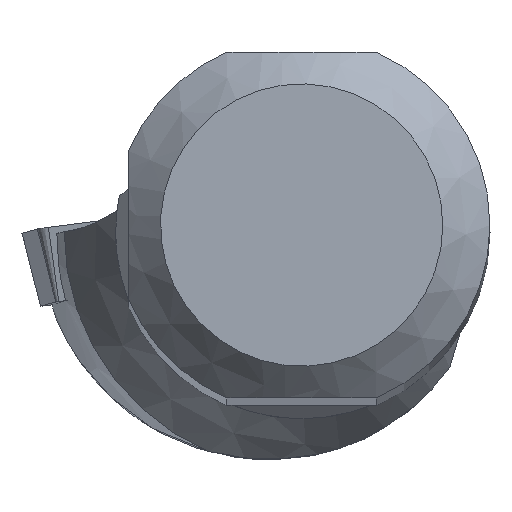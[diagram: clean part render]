
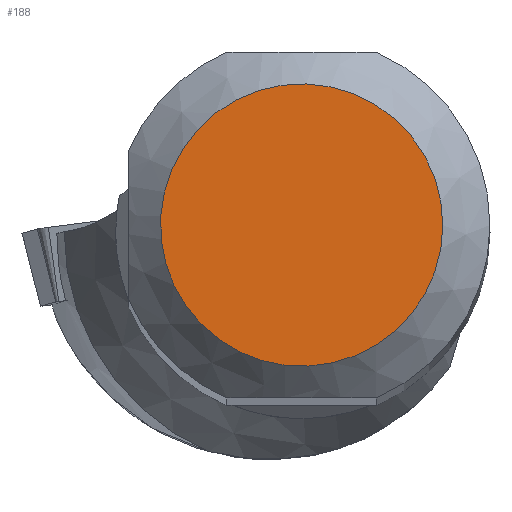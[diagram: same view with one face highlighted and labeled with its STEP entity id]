
A CAD part, top view. The second image highlights one B-rep face of the part: STEP entity #188.
In plain terms, the highlighted planar face has unit normal (0, 0, 1).
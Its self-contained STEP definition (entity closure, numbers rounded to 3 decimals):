
#148=FACE_OUTER_BOUND('',#369,.T.);
#188=ADVANCED_FACE('',(#148),#214,.T.);
#214=PLANE('',#971);
#369=EDGE_LOOP('',(#526));
#526=ORIENTED_EDGE('',*,*,#766,.T.);
#671=VERTEX_POINT('',#1578);
#766=EDGE_CURVE('',#671,#671,#814,.T.);
#814=CIRCLE('',#970,4.493);
#970=AXIS2_PLACEMENT_3D('',#1577,#1159,#1160);
#971=AXIS2_PLACEMENT_3D('',#1579,#1161,#1162);
#1159=DIRECTION('',(0.,0.,1.));
#1160=DIRECTION('',(1.,0.,0.));
#1161=DIRECTION('',(0.,0.,1.));
#1162=DIRECTION('',(1.,0.,0.));
#1577=CARTESIAN_POINT('',(0.,0.,0.));
#1578=CARTESIAN_POINT('',(4.493,0.,0.));
#1579=CARTESIAN_POINT('',(0.,0.,
0.));
